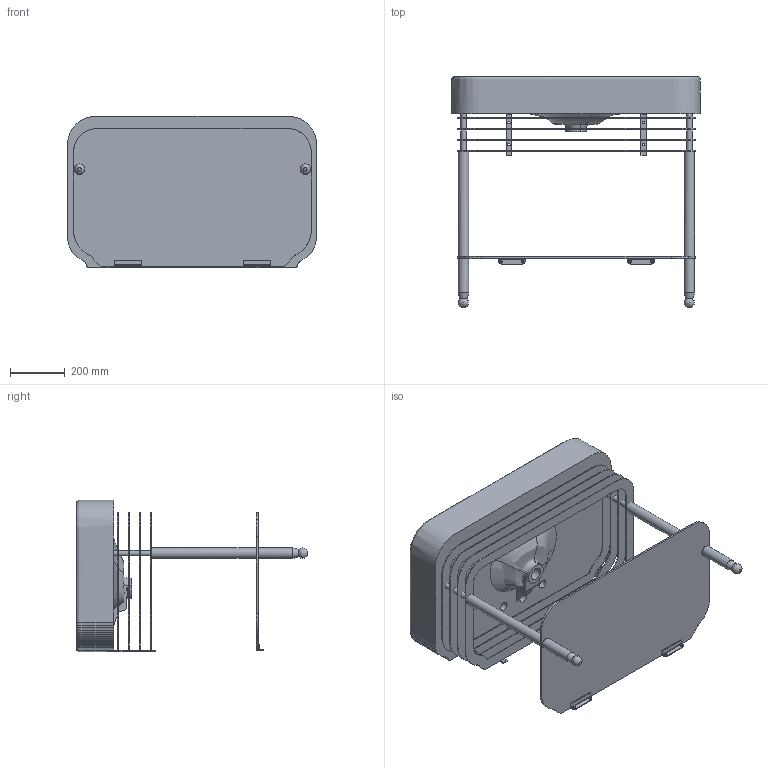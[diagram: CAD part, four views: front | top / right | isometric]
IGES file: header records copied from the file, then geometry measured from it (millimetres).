
Global section: file name: 80058; native system: AutoCAD 2016 - English; preprocessor: Autodesk Translation Framework DWG producer (atf_dwg_producer); organization: unknown; date: 20170210.130155; units: millimetre
Bounding box: 905.2 x 840 x 550.07 mm (x, y, z)
Volume: 64899244 mm3; surface area: 3490388.3 mm2
Topology: 13 solids, 13 shells, 424 faces, 1208 edges, 816 vertices
Faces by surface type: bspline 424
